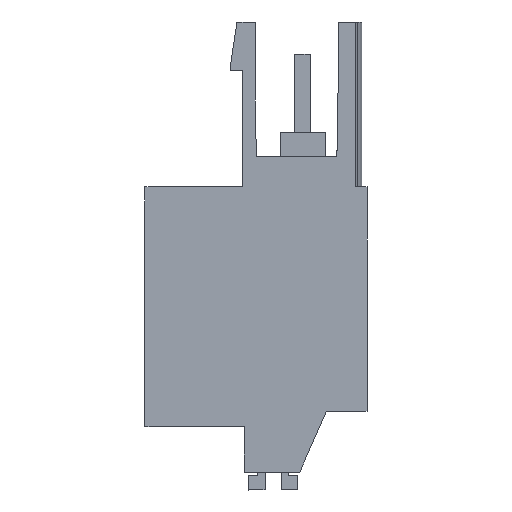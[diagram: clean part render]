
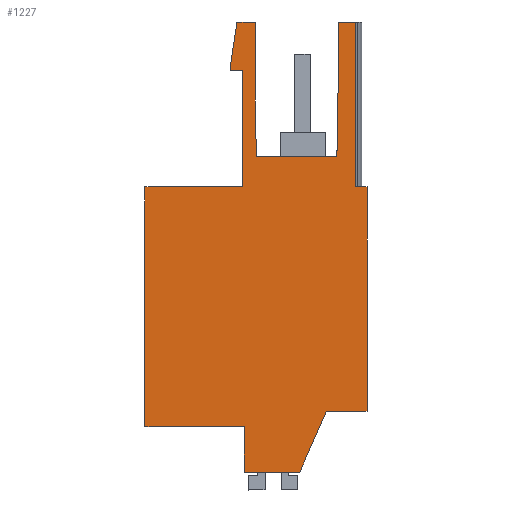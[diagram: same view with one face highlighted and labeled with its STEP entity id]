
A CAD part, left-side view. The second image highlights one B-rep face of the part: STEP entity #1227.
In plain terms, the highlighted planar face has unit normal (-1, 0, 0).
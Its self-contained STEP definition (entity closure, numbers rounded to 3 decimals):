
#1071=AXIS2_PLACEMENT_3D('Plane Axis2P3D',#1068,#1069,#1070) ;
#42=CARTESIAN_POINT('Vertex',(0.,2.6,5.043)) ;
#45=CARTESIAN_POINT('Line Origine',(0.,3.45,3.093)) ;
#49=CARTESIAN_POINT('Vertex',(0.,4.3,1.143)) ;
#82=CARTESIAN_POINT('Vertex',(0.,0.,5.043)) ;
#85=CARTESIAN_POINT('Line Origine',(0.,1.3,5.043)) ;
#1068=CARTESIAN_POINT('Axis2P3D Location',(0.,6.8,19.383)) ;
#1073=CARTESIAN_POINT('Line Origine',(0.,7.158,27.858)) ;
#1077=CARTESIAN_POINT('Vertex',(0.,7.158,25.783)) ;
#1079=CARTESIAN_POINT('Vertex',(0.,7.158,29.933)) ;
#1082=CARTESIAN_POINT('Line Origine',(0.,7.738,29.933)) ;
#1086=CARTESIAN_POINT('Vertex',(0.,8.318,29.933)) ;
#1089=CARTESIAN_POINT('Line Origine',(0.,8.528,28.533)) ;
#1093=CARTESIAN_POINT('Vertex',(0.,8.738,27.133)) ;
#1096=CARTESIAN_POINT('Line Origine',(0.,8.738,26.973)) ;
#1100=CARTESIAN_POINT('Vertex',(0.,8.738,26.813)) ;
#1103=CARTESIAN_POINT('Line Origine',(0.,8.353,26.813)) ;
#1107=CARTESIAN_POINT('Vertex',(0.,7.968,26.813)) ;
#1110=CARTESIAN_POINT('Line Origine',(0.,7.968,23.098)) ;
#1114=CARTESIAN_POINT('Vertex',(0.,7.968,19.383)) ;
#1117=CARTESIAN_POINT('Line Origine',(0.,11.084,19.383)) ;
#1121=CARTESIAN_POINT('Vertex',(0.,14.2,19.383)) ;
#1124=CARTESIAN_POINT('Line Origine',(0.,14.2,11.713)) ;
#1128=CARTESIAN_POINT('Vertex',(0.,14.2,4.043)) ;
#1131=CARTESIAN_POINT('Line Origine',(0.,11.025,4.043)) ;
#1135=CARTESIAN_POINT('Vertex',(0.,7.85,4.043)) ;
#1138=CARTESIAN_POINT('Line Origine',(0.,7.85,2.593)) ;
#1142=CARTESIAN_POINT('Vertex',(0.,7.85,1.143)) ;
#1145=CARTESIAN_POINT('Line Origine',(0.,6.075,1.143)) ;
#1150=CARTESIAN_POINT('Line Origine',(0.,0.,12.213)) ;
#1154=CARTESIAN_POINT('Vertex',(0.,0.,19.383)) ;
#1157=CARTESIAN_POINT('Line Origine',(0.,0.361,19.383)) ;
#1161=CARTESIAN_POINT('Vertex',(0.,0.723,19.383)) ;
#1164=CARTESIAN_POINT('Line Origine',(0.,0.723,24.658)) ;
#1168=CARTESIAN_POINT('Vertex',(0.,0.723,29.933)) ;
#1171=CARTESIAN_POINT('Line Origine',(0.,1.285,29.933)) ;
#1175=CARTESIAN_POINT('Vertex',(0.,1.848,29.933)) ;
#1178=CARTESIAN_POINT('Line Origine',(0.,1.848,27.858)) ;
#1182=CARTESIAN_POINT('Vertex',(0.,1.848,25.783)) ;
#1185=CARTESIAN_POINT('Line Origine',(0.,1.887,23.558)) ;
#1189=CARTESIAN_POINT('Vertex',(0.,1.926,21.333)) ;
#1192=CARTESIAN_POINT('Line Origine',(0.,4.503,21.333)) ;
#1196=CARTESIAN_POINT('Vertex',(0.,7.08,21.333)) ;
#1199=CARTESIAN_POINT('Line Origine',(0.,7.119,23.558)) ;
#46=DIRECTION('Vector Direction',(0.,-0.4,0.917)) ;
#86=DIRECTION('Vector Direction',(0.,-1.,0.)) ;
#1069=DIRECTION('Axis2P3D Direction',(-1.,0.,0.)) ;
#1070=DIRECTION('Axis2P3D XDirection',(0.,1.,0.)) ;
#1074=DIRECTION('Vector Direction',(0.,0.,1.)) ;
#1083=DIRECTION('Vector Direction',(0.,1.,0.)) ;
#1090=DIRECTION('Vector Direction',(0.,0.148,-0.989)) ;
#1097=DIRECTION('Vector Direction',(0.,0.,-1.)) ;
#1104=DIRECTION('Vector Direction',(0.,1.,0.)) ;
#1111=DIRECTION('Vector Direction',(0.,0.,1.)) ;
#1118=DIRECTION('Vector Direction',(0.,1.,0.)) ;
#1125=DIRECTION('Vector Direction',(0.,0.,-1.)) ;
#1132=DIRECTION('Vector Direction',(0.,-1.,0.)) ;
#1139=DIRECTION('Vector Direction',(0.,0.,-1.)) ;
#1146=DIRECTION('Vector Direction',(0.,-1.,0.)) ;
#1151=DIRECTION('Vector Direction',(0.,0.,1.)) ;
#1158=DIRECTION('Vector Direction',(0.,1.,0.)) ;
#1165=DIRECTION('Vector Direction',(0.,0.,-1.)) ;
#1172=DIRECTION('Vector Direction',(0.,1.,0.)) ;
#1179=DIRECTION('Vector Direction',(0.,0.,1.)) ;
#1186=DIRECTION('Vector Direction',(0.,0.017,-1.)) ;
#1193=DIRECTION('Vector Direction',(0.,-1.,0.)) ;
#1200=DIRECTION('Vector Direction',(0.,-0.017,-1.)) ;
#47=VECTOR('Line Direction',#46,1.) ;
#87=VECTOR('Line Direction',#86,1.) ;
#1075=VECTOR('Line Direction',#1074,1.) ;
#1084=VECTOR('Line Direction',#1083,1.) ;
#1091=VECTOR('Line Direction',#1090,1.) ;
#1098=VECTOR('Line Direction',#1097,1.) ;
#1105=VECTOR('Line Direction',#1104,1.) ;
#1112=VECTOR('Line Direction',#1111,1.) ;
#1119=VECTOR('Line Direction',#1118,1.) ;
#1126=VECTOR('Line Direction',#1125,1.) ;
#1133=VECTOR('Line Direction',#1132,1.) ;
#1140=VECTOR('Line Direction',#1139,1.) ;
#1147=VECTOR('Line Direction',#1146,1.) ;
#1152=VECTOR('Line Direction',#1151,1.) ;
#1159=VECTOR('Line Direction',#1158,1.) ;
#1166=VECTOR('Line Direction',#1165,1.) ;
#1173=VECTOR('Line Direction',#1172,1.) ;
#1180=VECTOR('Line Direction',#1179,1.) ;
#1187=VECTOR('Line Direction',#1186,1.) ;
#1194=VECTOR('Line Direction',#1193,1.) ;
#1201=VECTOR('Line Direction',#1200,1.) ;
#1205=ORIENTED_EDGE('',*,*,#1081,.T.) ;
#1206=ORIENTED_EDGE('',*,*,#1088,.T.) ;
#1207=ORIENTED_EDGE('',*,*,#1095,.T.) ;
#1208=ORIENTED_EDGE('',*,*,#1102,.T.) ;
#1209=ORIENTED_EDGE('',*,*,#1109,.F.) ;
#1210=ORIENTED_EDGE('',*,*,#1116,.F.) ;
#1211=ORIENTED_EDGE('',*,*,#1123,.T.) ;
#1212=ORIENTED_EDGE('',*,*,#1130,.T.) ;
#1213=ORIENTED_EDGE('',*,*,#1137,.T.) ;
#1214=ORIENTED_EDGE('',*,*,#1144,.T.) ;
#1215=ORIENTED_EDGE('',*,*,#1149,.T.) ;
#1216=ORIENTED_EDGE('',*,*,#51,.T.) ;
#1217=ORIENTED_EDGE('',*,*,#89,.T.) ;
#1218=ORIENTED_EDGE('',*,*,#1156,.T.) ;
#1219=ORIENTED_EDGE('',*,*,#1163,.T.) ;
#1220=ORIENTED_EDGE('',*,*,#1170,.F.) ;
#1221=ORIENTED_EDGE('',*,*,#1177,.T.) ;
#1222=ORIENTED_EDGE('',*,*,#1184,.F.) ;
#1223=ORIENTED_EDGE('',*,*,#1191,.T.) ;
#1224=ORIENTED_EDGE('',*,*,#1198,.F.) ;
#1225=ORIENTED_EDGE('',*,*,#1203,.F.) ;
#1227=ADVANCED_FACE('HOUSING',(#1226),#1072,.T.) ;
#51=EDGE_CURVE('',#50,#43,#48,.T.) ;
#89=EDGE_CURVE('',#43,#83,#88,.T.) ;
#1081=EDGE_CURVE('',#1078,#1080,#1076,.T.) ;
#1088=EDGE_CURVE('',#1080,#1087,#1085,.T.) ;
#1095=EDGE_CURVE('',#1087,#1094,#1092,.T.) ;
#1102=EDGE_CURVE('',#1094,#1101,#1099,.T.) ;
#1109=EDGE_CURVE('',#1108,#1101,#1106,.T.) ;
#1116=EDGE_CURVE('',#1115,#1108,#1113,.T.) ;
#1123=EDGE_CURVE('',#1115,#1122,#1120,.T.) ;
#1130=EDGE_CURVE('',#1122,#1129,#1127,.T.) ;
#1137=EDGE_CURVE('',#1129,#1136,#1134,.T.) ;
#1144=EDGE_CURVE('',#1136,#1143,#1141,.T.) ;
#1149=EDGE_CURVE('',#1143,#50,#1148,.T.) ;
#1156=EDGE_CURVE('',#83,#1155,#1153,.T.) ;
#1163=EDGE_CURVE('',#1155,#1162,#1160,.T.) ;
#1170=EDGE_CURVE('',#1169,#1162,#1167,.T.) ;
#1177=EDGE_CURVE('',#1169,#1176,#1174,.T.) ;
#1184=EDGE_CURVE('',#1183,#1176,#1181,.T.) ;
#1191=EDGE_CURVE('',#1183,#1190,#1188,.T.) ;
#1198=EDGE_CURVE('',#1197,#1190,#1195,.T.) ;
#1203=EDGE_CURVE('',#1078,#1197,#1202,.T.) ;
#1204=EDGE_LOOP('',(#1205,#1206,#1207,#1208,#1209,#1210,#1211,#1212,#1213,#1214,#1215,#1216,#1217,#1218,#1219,#1220,#1221,#1222,#1223,#1224,#1225)) ;
#1226=FACE_OUTER_BOUND('',#1204,.T.) ;
#48=LINE('Line',#45,#47) ;
#88=LINE('Line',#85,#87) ;
#1076=LINE('Line',#1073,#1075) ;
#1085=LINE('Line',#1082,#1084) ;
#1092=LINE('Line',#1089,#1091) ;
#1099=LINE('Line',#1096,#1098) ;
#1106=LINE('Line',#1103,#1105) ;
#1113=LINE('Line',#1110,#1112) ;
#1120=LINE('Line',#1117,#1119) ;
#1127=LINE('Line',#1124,#1126) ;
#1134=LINE('Line',#1131,#1133) ;
#1141=LINE('Line',#1138,#1140) ;
#1148=LINE('Line',#1145,#1147) ;
#1153=LINE('Line',#1150,#1152) ;
#1160=LINE('Line',#1157,#1159) ;
#1167=LINE('Line',#1164,#1166) ;
#1174=LINE('Line',#1171,#1173) ;
#1181=LINE('Line',#1178,#1180) ;
#1188=LINE('Line',#1185,#1187) ;
#1195=LINE('Line',#1192,#1194) ;
#1202=LINE('Line',#1199,#1201) ;
#1072=PLANE('',#1071) ;
#43=VERTEX_POINT('',#42) ;
#50=VERTEX_POINT('',#49) ;
#83=VERTEX_POINT('',#82) ;
#1078=VERTEX_POINT('',#1077) ;
#1080=VERTEX_POINT('',#1079) ;
#1087=VERTEX_POINT('',#1086) ;
#1094=VERTEX_POINT('',#1093) ;
#1101=VERTEX_POINT('',#1100) ;
#1108=VERTEX_POINT('',#1107) ;
#1115=VERTEX_POINT('',#1114) ;
#1122=VERTEX_POINT('',#1121) ;
#1129=VERTEX_POINT('',#1128) ;
#1136=VERTEX_POINT('',#1135) ;
#1143=VERTEX_POINT('',#1142) ;
#1155=VERTEX_POINT('',#1154) ;
#1162=VERTEX_POINT('',#1161) ;
#1169=VERTEX_POINT('',#1168) ;
#1176=VERTEX_POINT('',#1175) ;
#1183=VERTEX_POINT('',#1182) ;
#1190=VERTEX_POINT('',#1189) ;
#1197=VERTEX_POINT('',#1196) ;
